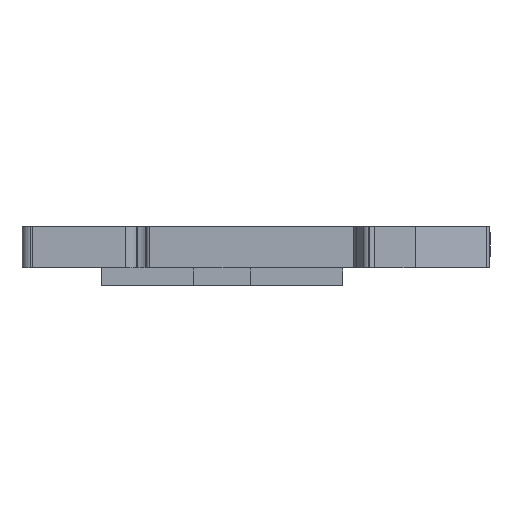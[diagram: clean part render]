
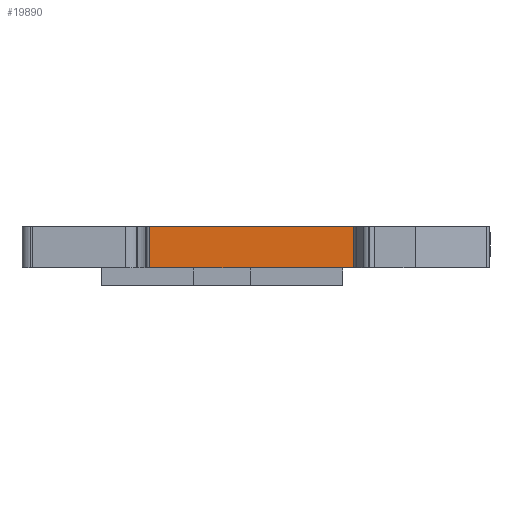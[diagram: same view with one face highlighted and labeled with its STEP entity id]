
A CAD part, front view. The second image highlights one B-rep face of the part: STEP entity #19890.
In plain terms, the highlighted face is planar.
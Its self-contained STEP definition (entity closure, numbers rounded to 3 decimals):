
#12830=CARTESIAN_POINT('',(55.231,-21.548,
2.925));
#12840=VERTEX_POINT('',#12830);
#12870=CARTESIAN_POINT('',(0.,-28.329,2.925));
#12880=DIRECTION('',(0.993,0.122,0.));
#12890=VECTOR('',#12880,1.);
#12900=LINE('',#12870,#12890);
#12910=CARTESIAN_POINT('',(23.671,-25.423,
2.925));
#12920=VERTEX_POINT('',#12910);
#12930=EDGE_CURVE('',#12920,#12840,#12900,.T.);
#19590=CARTESIAN_POINT('',(55.172,-21.555,
-3.444));
#19600=DIRECTION('',(-0.122,0.993,
0.));
#19610=DIRECTION('',(0.993,0.122,
0.));
#19620=AXIS2_PLACEMENT_3D('',#19590,#19600,#19610);
#19630=PLANE('',#19620);
#19640=CARTESIAN_POINT('',(23.671,-25.423,
-0.85));
#19650=DIRECTION('',(0.,0.,1.));
#19660=VECTOR('',#19650,1.);
#19670=LINE('',#19640,#19660);
#19680=CARTESIAN_POINT('',(23.671,-25.423,
-3.225));
#19690=VERTEX_POINT('',#19680);
#19700=EDGE_CURVE('',#19690,#12920,#19670,.T.);
#19710=ORIENTED_EDGE('',*,*,#19700,.F.);
#19720=ORIENTED_EDGE('',*,*,#12930,.F.);
#19730=CARTESIAN_POINT('',(55.231,-21.548,
2.925));
#19740=DIRECTION('',(0.,0.,-1.));
#19750=VECTOR('',#19740,1.);
#19760=LINE('',#19730,#19750);
#19770=CARTESIAN_POINT('',(55.231,-21.548,
-3.225));
#19780=VERTEX_POINT('',#19770);
#19790=EDGE_CURVE('',#12840,#19780,#19760,.T.);
#19800=ORIENTED_EDGE('',*,*,#19790,.F.);
#19810=CARTESIAN_POINT('',(0.,-28.329,-3.225));
#19820=DIRECTION('',(0.993,0.122,0.));
#19830=VECTOR('',#19820,1.);
#19840=LINE('',#19810,#19830);
#19850=EDGE_CURVE('',#19690,#19780,#19840,.T.);
#19860=ORIENTED_EDGE('',*,*,#19850,.T.);
#19870=EDGE_LOOP('',(#19860,#19800,#19720,#19710));
#19880=FACE_OUTER_BOUND('',#19870,.T.);
#19890=ADVANCED_FACE('',(#19880),#19630,.F.);
